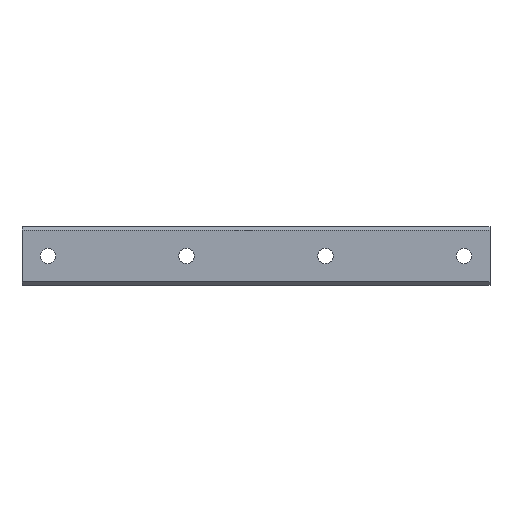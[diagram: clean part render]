
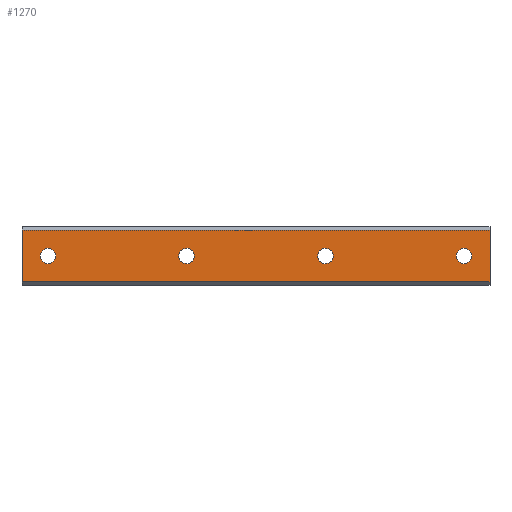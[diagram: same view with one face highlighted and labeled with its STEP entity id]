
A CAD part, front view. The second image highlights one B-rep face of the part: STEP entity #1270.
In plain terms, the highlighted planar face has unit normal (0, -1, 0).
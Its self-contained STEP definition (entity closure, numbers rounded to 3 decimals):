
#1 = AXIS2_PLACEMENT_3D ( 'NONE', #1229, #764, #407 ) ;
#11 = CARTESIAN_POINT ( 'NONE',  ( -15., 0., 14.95 ) ) ;
#20 = FACE_BOUND ( 'NONE', #1427, .T. ) ;
#37 = AXIS2_PLACEMENT_3D ( 'NONE', #52, #1207, #616 ) ;
#40 = LINE ( 'NONE', #1454, #806 ) ;
#43 = CARTESIAN_POINT ( 'NONE',  ( 240., 0., 4.5 ) ) ;
#44 = AXIS2_PLACEMENT_3D ( 'NONE', #1474, #1250, #1266 ) ;
#52 = CARTESIAN_POINT ( 'NONE',  ( 0., 0., 0. ) ) ;
#62 = DIRECTION ( 'NONE',  ( 0., 0., 1. ) ) ;
#78 = CARTESIAN_POINT ( 'NONE',  ( 160., 0., -4.5 ) ) ;
#89 = CIRCLE ( 'NONE', #1514, 4.5 ) ;
#108 = LINE ( 'NONE', #11, #197 ) ;
#114 = AXIS2_PLACEMENT_3D ( 'NONE', #291, #877, #990 ) ;
#125 = FACE_BOUND ( 'NONE', #905, .T. ) ;
#126 = VERTEX_POINT ( 'NONE', #1206 ) ;
#132 = FACE_OUTER_BOUND ( 'NONE', #1346, .T. ) ;
#133 = AXIS2_PLACEMENT_3D ( 'NONE', #1169, #593, #573 ) ;
#162 = DIRECTION ( 'NONE',  ( 0., 0., -1. ) ) ;
#163 = DIRECTION ( 'NONE',  ( 0., -1., 0. ) ) ;
#165 = EDGE_CURVE ( 'NONE', #1417, #682, #978, .T. ) ;
#174 = EDGE_CURVE ( 'NONE', #126, #1417, #40, .T. ) ;
#181 = ORIENTED_EDGE ( 'NONE', *, *, #216, .F. ) ;
#186 = CIRCLE ( 'NONE', #37, 4.5 ) ;
#197 = VECTOR ( 'NONE', #460, 1000. ) ;
#209 = ORIENTED_EDGE ( 'NONE', *, *, #792, .F. ) ;
#216 = EDGE_CURVE ( 'NONE', #1290, #225, #730, .T. ) ;
#225 = VERTEX_POINT ( 'NONE', #780 ) ;
#244 = CARTESIAN_POINT ( 'NONE',  ( 160., 0., 4.5 ) ) ;
#245 = EDGE_LOOP ( 'NONE', ( #996, #355 ) ) ;
#259 = FACE_BOUND ( 'NONE', #384, .T. ) ;
#267 = DIRECTION ( 'NONE',  ( 0., -1., 0. ) ) ;
#291 = CARTESIAN_POINT ( 'NONE',  ( 240., 0., 0. ) ) ;
#292 = CARTESIAN_POINT ( 'NONE',  ( 80., 0., 0. ) ) ;
#314 = CARTESIAN_POINT ( 'NONE',  ( 160., 0., 0. ) ) ;
#322 = ORIENTED_EDGE ( 'NONE', *, *, #1353, .F. ) ;
#354 = FACE_BOUND ( 'NONE', #245, .T. ) ;
#355 = ORIENTED_EDGE ( 'NONE', *, *, #1463, .F. ) ;
#384 = EDGE_LOOP ( 'NONE', ( #1109, #181 ) ) ;
#407 = DIRECTION ( 'NONE',  ( 0., 0., 1. ) ) ;
#418 = VECTOR ( 'NONE', #162, 1000. ) ;
#427 = CIRCLE ( 'NONE', #114, 4.5 ) ;
#431 = CARTESIAN_POINT ( 'NONE',  ( 255., 0., -14.95 ) ) ;
#460 = DIRECTION ( 'NONE',  ( 0., 0., 1. ) ) ;
#480 = CIRCLE ( 'NONE', #748, 4.5 ) ;
#515 = DIRECTION ( 'NONE',  ( 0., 0., 1. ) ) ;
#517 = VECTOR ( 'NONE', #1163, 1000. ) ;
#524 = DIRECTION ( 'NONE',  ( 0., 0., 1. ) ) ;
#550 = AXIS2_PLACEMENT_3D ( 'NONE', #735, #163, #62 ) ;
#552 = ORIENTED_EDGE ( 'NONE', *, *, #174, .F. ) ;
#573 = DIRECTION ( 'NONE',  ( 0., 0., 1. ) ) ;
#590 = EDGE_CURVE ( 'NONE', #1248, #595, #946, .T. ) ;
#593 = DIRECTION ( 'NONE',  ( 0., 1., 0. ) ) ;
#595 = VERTEX_POINT ( 'NONE', #78 ) ;
#613 = EDGE_CURVE ( 'NONE', #595, #1248, #480, .T. ) ;
#616 = DIRECTION ( 'NONE',  ( 0., 0., 1. ) ) ;
#682 = VERTEX_POINT ( 'NONE', #431 ) ;
#684 = CARTESIAN_POINT ( 'NONE',  ( 0., 0., 4.5 ) ) ;
#724 = AXIS2_PLACEMENT_3D ( 'NONE', #292, #991, #515 ) ;
#730 = CIRCLE ( 'NONE', #1, 4.5 ) ;
#735 = CARTESIAN_POINT ( 'NONE',  ( 240., 0., 0. ) ) ;
#748 = AXIS2_PLACEMENT_3D ( 'NONE', #314, #1502, #524 ) ;
#764 = DIRECTION ( 'NONE',  ( 0., -1., 0. ) ) ;
#765 = ORIENTED_EDGE ( 'NONE', *, *, #1475, .F. ) ;
#780 = CARTESIAN_POINT ( 'NONE',  ( 80., 0., 4.5 ) ) ;
#792 = EDGE_CURVE ( 'NONE', #1211, #126, #108, .T. ) ;
#806 = VECTOR ( 'NONE', #861, 1000. ) ;
#815 = PLANE ( 'NONE',  #133 ) ;
#843 = ORIENTED_EDGE ( 'NONE', *, *, #165, .F. ) ;
#858 = ORIENTED_EDGE ( 'NONE', *, *, #1297, .F. ) ;
#861 = DIRECTION ( 'NONE',  ( 1., 0., 0. ) ) ;
#876 = VERTEX_POINT ( 'NONE', #1437 ) ;
#877 = DIRECTION ( 'NONE',  ( 0., -1., 0. ) ) ;
#905 = EDGE_LOOP ( 'NONE', ( #322, #765 ) ) ;
#910 = EDGE_CURVE ( 'NONE', #225, #1290, #1053, .T. ) ;
#926 = VERTEX_POINT ( 'NONE', #43 ) ;
#946 = CIRCLE ( 'NONE', #44, 4.5 ) ;
#978 = LINE ( 'NONE', #1447, #418 ) ;
#990 = DIRECTION ( 'NONE',  ( 0., 0., 1. ) ) ;
#991 = DIRECTION ( 'NONE',  ( 0., -1., 0. ) ) ;
#996 = ORIENTED_EDGE ( 'NONE', *, *, #1441, .F. ) ;
#1015 = CARTESIAN_POINT ( 'NONE',  ( 0., 0., -4.5 ) ) ;
#1053 = CIRCLE ( 'NONE', #724, 4.5 ) ;
#1067 = VERTEX_POINT ( 'NONE', #684 ) ;
#1073 = CARTESIAN_POINT ( 'NONE',  ( 255., 0., -14.95 ) ) ;
#1092 = CIRCLE ( 'NONE', #550, 4.5 ) ;
#1097 = VERTEX_POINT ( 'NONE', #1015 ) ;
#1107 = DIRECTION ( 'NONE',  ( 0., 0., 1. ) ) ;
#1109 = ORIENTED_EDGE ( 'NONE', *, *, #910, .F. ) ;
#1163 = DIRECTION ( 'NONE',  ( -1., 0., 0. ) ) ;
#1169 = CARTESIAN_POINT ( 'NONE',  ( 255., 0., 14.95 ) ) ;
#1199 = CARTESIAN_POINT ( 'NONE',  ( 255., 0., 14.95 ) ) ;
#1206 = CARTESIAN_POINT ( 'NONE',  ( -15., 0., 14.95 ) ) ;
#1207 = DIRECTION ( 'NONE',  ( 0., -1., 0. ) ) ;
#1211 = VERTEX_POINT ( 'NONE', #1288 ) ;
#1229 = CARTESIAN_POINT ( 'NONE',  ( 80., 0., 0. ) ) ;
#1248 = VERTEX_POINT ( 'NONE', #244 ) ;
#1250 = DIRECTION ( 'NONE',  ( 0., -1., 0. ) ) ;
#1266 = DIRECTION ( 'NONE',  ( 0., 0., 1. ) ) ;
#1270 = ADVANCED_FACE ( 'NONE', ( #132, #354, #125, #20, #259 ), #815, .F. ) ;
#1273 = ORIENTED_EDGE ( 'NONE', *, *, #590, .F. ) ;
#1288 = CARTESIAN_POINT ( 'NONE',  ( -15., 0., -14.95 ) ) ;
#1290 = VERTEX_POINT ( 'NONE', #1416 ) ;
#1297 = EDGE_CURVE ( 'NONE', #682, #1211, #1425, .T. ) ;
#1346 = EDGE_LOOP ( 'NONE', ( #858, #843, #552, #209 ) ) ;
#1353 = EDGE_CURVE ( 'NONE', #926, #876, #427, .T. ) ;
#1416 = CARTESIAN_POINT ( 'NONE',  ( 80., 0., -4.5 ) ) ;
#1417 = VERTEX_POINT ( 'NONE', #1199 ) ;
#1425 = LINE ( 'NONE', #1073, #517 ) ;
#1427 = EDGE_LOOP ( 'NONE', ( #1273, #1497 ) ) ;
#1437 = CARTESIAN_POINT ( 'NONE',  ( 240., 0., -4.5 ) ) ;
#1441 = EDGE_CURVE ( 'NONE', #1067, #1097, #89, .T. ) ;
#1447 = CARTESIAN_POINT ( 'NONE',  ( 255., 0., 14.95 ) ) ;
#1454 = CARTESIAN_POINT ( 'NONE',  ( 255., 0., 14.95 ) ) ;
#1463 = EDGE_CURVE ( 'NONE', #1097, #1067, #186, .T. ) ;
#1466 = CARTESIAN_POINT ( 'NONE',  ( 0., 0., 0. ) ) ;
#1474 = CARTESIAN_POINT ( 'NONE',  ( 160., 0., 0. ) ) ;
#1475 = EDGE_CURVE ( 'NONE', #876, #926, #1092, .T. ) ;
#1497 = ORIENTED_EDGE ( 'NONE', *, *, #613, .F. ) ;
#1502 = DIRECTION ( 'NONE',  ( 0., -1., 0. ) ) ;
#1514 = AXIS2_PLACEMENT_3D ( 'NONE', #1466, #267, #1107 ) ;
